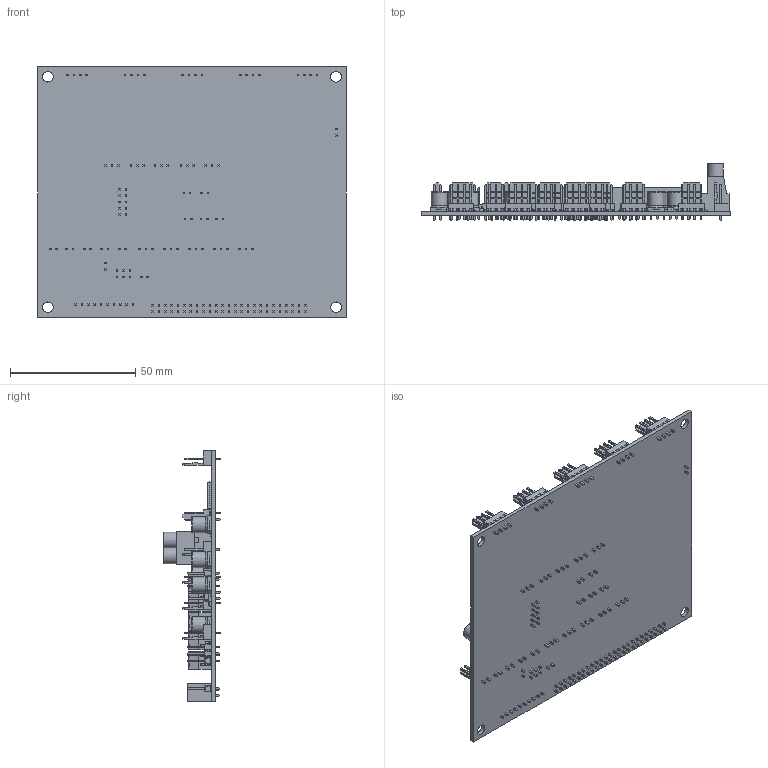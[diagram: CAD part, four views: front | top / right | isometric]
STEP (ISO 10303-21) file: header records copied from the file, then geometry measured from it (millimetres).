
FILE_DESCRIPTION(/* description */ (''),/* implementation_level */ '2;1');
FILE_NAME(/* name */ '3b0687d8-ccd3-4a67-91b0-14ca9ded7abb.stp',/* time_stamp */ '2017-01-19T09:28:38+00:00',/* author */ (''),/* organization */ (''),/* preprocessor_version */ 'ST-DEVELOPER v16.5',/* originating_system */ 'Autodesk Translation Framework v5.2.0.2920',/* authorisation */ '');
FILE_SCHEMA (('AUTOMOTIVE_DESIGN { 1 0 10303 214 3 1 1 }'));
Products named in the file (66): Duex5 v3; Duet WiFi v1; Molex PCB 2 pin v2; Molex PCB 2 pin v2 (1); Molex PCB 2 pin v2 (2); Molex PCB 2 pin v2 (3); Molex PCB 2 pin v2 (4); Molex PCB 2 pin v2 (5); Molex PCB 2 pin v2 (6); Molex PCB 3 pin v2 v6; Molex PCB 3 pin v2 v6 (1); Molex PCB 3 pin v2 v6 (2); Molex PCB 3 pin v2 v6 (3); Molex PCB 3 pin v2 v6 (4); Molex PCB 4 pin v3; 2 pole terminal block large v7; Molex PCB 2 pin v2 (7); Pin Header 2x5 TH Pitch 2; Trinamic 2660-PA v3; Trinamic 2660-PA v3_1; Trinamic 2660-PA v3_2; Trinamic 2660-PA v3_3; PCB 7mm cap v8; Micro P v5; choke v6; 25 pin with case v2; Pin Header 2x15 TH Pitch 2; Pin Header 2x10 TH Pitch 2; 2X25Pin case v7; Component1 (6); Molex PCB 4 pin v3_1; Molex PCB 4 pin v3_2; Molex PCB 4 pin v3_3; Molex PCB 4 pin v3_4; BASE9710016 (2); PINO9710016 (2); 2 pole terminal block v7; Trinamic 2660-PA v3_4; Component1 (5); PCB 7mm cap v8_1 ...
Assembly tree (190 placements, depth 5):
  Duex5 v3
    Duet WiFi v1
      Molex PCB 2 pin v2
        BASE9710016
        PINO9710016  x2
      Molex PCB 2 pin v2 (1)
        BASE9710016
        PINO9710016  x2
      Molex PCB 2 pin v2 (2)
        BASE9710016
        PINO9710016  x2
      Molex PCB 2 pin v2 (3)
        BASE9710016
        PINO9710016  x2
      Molex PCB 2 pin v2 (4)
        BASE9710016
        PINO9710016  x2
      Molex PCB 2 pin v2 (5)
        BASE9710016
        PINO9710016  x2
      Molex PCB 2 pin v2 (6)
        BASE9710016
        PINO9710016  x2
      Molex PCB 3 pin v2 v6
        BASE9710016 (1)
        PINO9710016 (1)  x3
      Molex PCB 3 pin v2 v6 (1)
        BASE9710016 (1)
        PINO9710016 (1)  x3
      Molex PCB 3 pin v2 v6 (2)
        BASE9710016 (1)
        PINO9710016 (1)  x3
      Molex PCB 3 pin v2 v6 (3)
        BASE9710016 (1)
        PINO9710016 (1)  x3
      Molex PCB 3 pin v2 v6 (4)
        BASE9710016 (1)
        PINO9710016 (1)  x3
      Molex PCB 4 pin v3
        BASE9710016 (2)
        PINO9710016 (2)  x4
      2 pole terminal block v7  x2
      2 pole terminal block large v7
      Molex PCB 2 pin v2 (7)
        BASE9710016
        PINO9710016  x2
      Pin Header 2x5 TH Pitch 2
      Pin Header 1x3 TH Pitch 2
      Pin Header 1x2 TH Pitch 2  x2
      Trinamic 2660-PA v3
        Component1 (5)
      Trinamic 2660-PA v3_1
        Component1 (5)
      Trinamic 2660-PA v3_2
        Component1 (5)
      Trinamic 2660-PA v3_3
        Component1 (5)
      MOSFET v9
      PCB 7mm cap v8
        Component1 (1)
Bounding box: 123 x 22.58 x 100 mm (x, y, z)
Volume: 32629.7 mm3; surface area: 53981.2 mm2
Topology: 246 solids, 276 shells, 8465 faces, 21634 edges, 13970 vertices
Faces by surface type: plane 7538, cylinder 900, torus 27
Full cylindrical faces by diameter (mm): 1.2 x5, 2 x10, 2.2 x10, 4.2 x3, 4.3 x1, 4.5 x2, 5 x2, 6.4 x9
Entity records: 86183 total; most frequent: CARTESIAN_POINT 14917, ORIENTED_EDGE 14360, DIRECTION 13999, EDGE_CURVE 7192, LINE 6609, VECTOR 6609, VERTEX_POINT 4613, AXIS2_PLACEMENT_3D 3695
